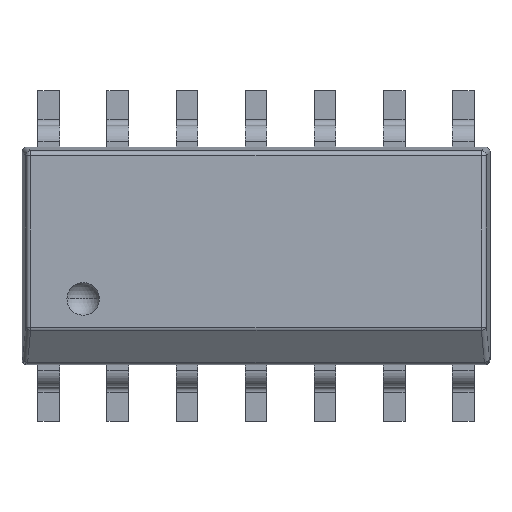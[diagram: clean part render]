
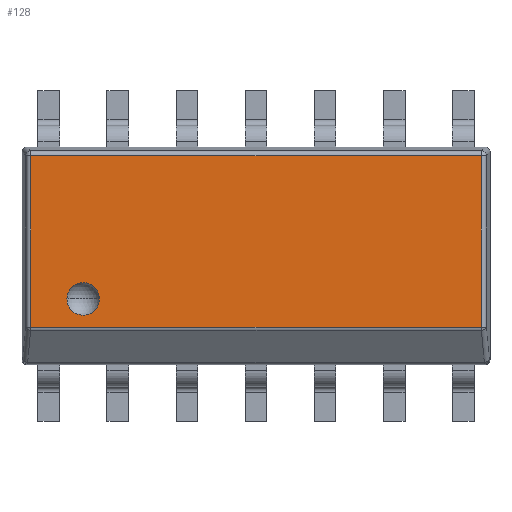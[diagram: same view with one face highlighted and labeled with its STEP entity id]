
A CAD part, top view. The second image highlights one B-rep face of the part: STEP entity #128.
In plain terms, the highlighted planar face has unit normal (0, 0, 1).
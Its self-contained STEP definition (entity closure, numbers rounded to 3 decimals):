
#32 = VERTEX_POINT ( 'NONE', #6118 ) ;
#87 = VERTEX_POINT ( 'NONE', #6290 ) ;
#121 = ORIENTED_EDGE ( 'NONE', *, *, #122, .F. ) ;
#122 = EDGE_CURVE ( 'NONE', #235, #87, #6348, .T. ) ;
#123 = ORIENTED_EDGE ( 'NONE', *, *, #234, .F. ) ;
#124 = EDGE_LOOP ( 'NONE', ( #152, #140, #143, #146 ) ) ;
#128 = ADVANCED_FACE ( 'NONE', ( #6334, #6333 ), #6377, .T. ) ;
#136 = EDGE_LOOP ( 'NONE', ( #121, #123 ) ) ;
#139 = VERTEX_POINT ( 'NONE', #6365 ) ;
#140 = ORIENTED_EDGE ( 'NONE', *, *, #141, .T. ) ;
#141 = EDGE_CURVE ( 'NONE', #139, #142, #6364, .T. ) ;
#142 = VERTEX_POINT ( 'NONE', #6360 ) ;
#143 = ORIENTED_EDGE ( 'NONE', *, *, #144, .T. ) ;
#144 = EDGE_CURVE ( 'NONE', #142, #145, #6359, .T. ) ;
#145 = VERTEX_POINT ( 'NONE', #6355 ) ;
#146 = ORIENTED_EDGE ( 'NONE', *, *, #147, .T. ) ;
#147 = EDGE_CURVE ( 'NONE', #145, #32, #6408, .T. ) ;
#152 = ORIENTED_EDGE ( 'NONE', *, *, #153, .T. ) ;
#153 = EDGE_CURVE ( 'NONE', #32, #139, #7192, .T. ) ;
#234 = EDGE_CURVE ( 'NONE', #87, #235, #7329, .T. ) ;
#235 = VERTEX_POINT ( 'NONE', #7324 ) ;
#6118 = CARTESIAN_POINT ( 'NONE',  ( -4.141, 1.841, 1.65 ) ) ;
#6290 = CARTESIAN_POINT ( 'NONE',  ( -3.475, -0.791, 1.65 ) ) ;
#6333 = FACE_OUTER_BOUND ( 'NONE', #124, .T. ) ;
#6334 = FACE_BOUND ( 'NONE', #136, .T. ) ;
#6344 = DIRECTION ( 'NONE',  ( 1., 0., 0. ) ) ;
#6345 = DIRECTION ( 'NONE',  ( 0., 0., 1. ) ) ;
#6346 = CARTESIAN_POINT ( 'NONE',  ( -3.175, -0.791, 1.65 ) ) ;
#6347 = AXIS2_PLACEMENT_3D ( 'NONE', #6346, #6345, #6344 ) ;
#6348 = CIRCLE ( 'NONE', #6347, 0.3 ) ;
#6355 = CARTESIAN_POINT ( 'NONE',  ( 4.141, 1.841, 1.65 ) ) ;
#6356 = DIRECTION ( 'NONE',  ( 0., 1., 0. ) ) ;
#6357 = VECTOR ( 'NONE', #6356, 1000. ) ;
#6358 = CARTESIAN_POINT ( 'NONE',  ( 4.141, -2., 1.65 ) ) ;
#6359 = LINE ( 'NONE', #6358, #6357 ) ;
#6360 = CARTESIAN_POINT ( 'NONE',  ( 4.141, -1.315, 1.65 ) ) ;
#6361 = DIRECTION ( 'NONE',  ( 1., 0., 0. ) ) ;
#6362 = VECTOR ( 'NONE', #6361, 1000. ) ;
#6363 = CARTESIAN_POINT ( 'NONE',  ( -4.3, -1.315, 1.65 ) ) ;
#6364 = LINE ( 'NONE', #6363, #6362 ) ;
#6365 = CARTESIAN_POINT ( 'NONE',  ( -4.141, -1.315, 1.65 ) ) ;
#6373 = DIRECTION ( 'NONE',  ( 1., 0., 0. ) ) ;
#6374 = DIRECTION ( 'NONE',  ( 0., 0., 1. ) ) ;
#6375 = CARTESIAN_POINT ( 'NONE',  ( -4.3, -2., 1.65 ) ) ;
#6376 = AXIS2_PLACEMENT_3D ( 'NONE', #6375, #6374, #6373 ) ;
#6377 = PLANE ( 'NONE',  #6376 ) ;
#6405 = DIRECTION ( 'NONE',  ( -1., 0., 0. ) ) ;
#6406 = VECTOR ( 'NONE', #6405, 1000. ) ;
#6407 = CARTESIAN_POINT ( 'NONE',  ( -4.3, 1.841, 1.65 ) ) ;
#6408 = LINE ( 'NONE', #6407, #6406 ) ;
#7189 = DIRECTION ( 'NONE',  ( 0., -1., 0. ) ) ;
#7190 = VECTOR ( 'NONE', #7189, 1000. ) ;
#7191 = CARTESIAN_POINT ( 'NONE',  ( -4.141, -2., 1.65 ) ) ;
#7192 = LINE ( 'NONE', #7191, #7190 ) ;
#7324 = CARTESIAN_POINT ( 'NONE',  ( -2.875, -0.791, 1.65 ) ) ;
#7325 = DIRECTION ( 'NONE',  ( 1., 0., 0. ) ) ;
#7326 = DIRECTION ( 'NONE',  ( 0., 0., 1. ) ) ;
#7327 = CARTESIAN_POINT ( 'NONE',  ( -3.175, -0.791, 1.65 ) ) ;
#7328 = AXIS2_PLACEMENT_3D ( 'NONE', #7327, #7326, #7325 ) ;
#7329 = CIRCLE ( 'NONE', #7328, 0.3 ) ;
